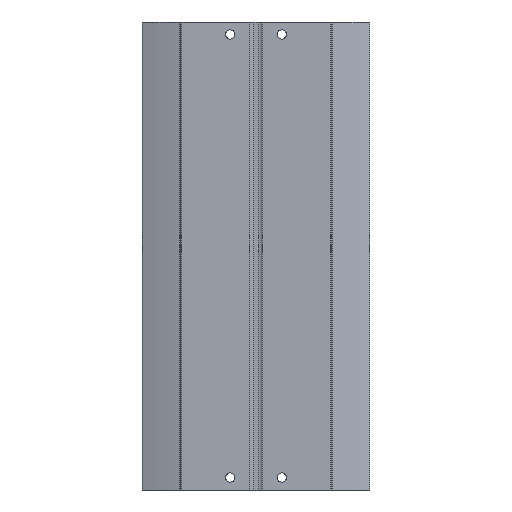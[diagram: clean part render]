
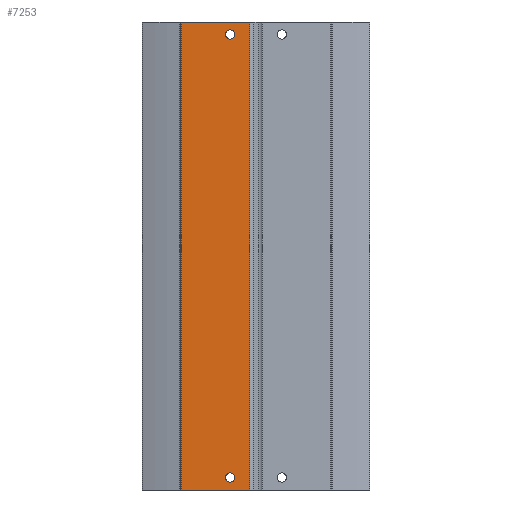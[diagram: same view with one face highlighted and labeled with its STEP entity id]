
A CAD part, front view. The second image highlights one B-rep face of the part: STEP entity #7253.
In plain terms, the highlighted planar face has unit normal (0, -1, 0).
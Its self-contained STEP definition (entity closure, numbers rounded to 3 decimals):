
#367=PLANE('',#7820);
#614=CIRCLE('',#7821,2.25);
#615=CIRCLE('',#7822,2.25);
#1165=ORIENTED_EDGE('',*,*,#2989,.F.);
#1166=ORIENTED_EDGE('',*,*,#2990,.F.);
#1167=ORIENTED_EDGE('',*,*,#2991,.F.);
#1168=ORIENTED_EDGE('',*,*,#2988,.F.);
#1169=ORIENTED_EDGE('',*,*,#2992,.T.);
#1170=ORIENTED_EDGE('',*,*,#2993,.T.);
#2988=EDGE_CURVE('',#3897,#3896,#4550,.T.);
#2989=EDGE_CURVE('',#3898,#3898,#614,.T.);
#2990=EDGE_CURVE('',#3899,#3899,#615,.T.);
#2991=EDGE_CURVE('',#3896,#3900,#4551,.T.);
#2992=EDGE_CURVE('',#3897,#3901,#4552,.T.);
#2993=EDGE_CURVE('',#3901,#3900,#4553,.T.);
#3896=VERTEX_POINT('',#11746);
#3897=VERTEX_POINT('',#11748);
#3898=VERTEX_POINT('',#11752);
#3899=VERTEX_POINT('',#11754);
#3900=VERTEX_POINT('',#11756);
#3901=VERTEX_POINT('',#11758);
#4550=LINE('',#11749,#5013);
#4551=LINE('',#11755,#5014);
#4552=LINE('',#11757,#5015);
#4553=LINE('',#11759,#5016);
#5013=VECTOR('',#8815,1000.);
#5014=VECTOR('',#8822,1000.);
#5015=VECTOR('',#8823,1000.);
#5016=VECTOR('',#8824,1000.);
#5491=EDGE_LOOP('',(#1165));
#5492=EDGE_LOOP('',(#1166));
#5493=EDGE_LOOP('',(#1167,#1168,#1169,#1170));
#6316=FACE_BOUND('',#5491,.T.);
#6317=FACE_BOUND('',#5492,.T.);
#6318=FACE_BOUND('',#5493,.T.);
#7253=ADVANCED_FACE('',(#6316,#6317,#6318),#367,.T.);
#7820=AXIS2_PLACEMENT_3D('',#11750,#8816,#8817);
#7821=AXIS2_PLACEMENT_3D('',#11751,#8818,#8819);
#7822=AXIS2_PLACEMENT_3D('',#11753,#8820,#8821);
#8815=DIRECTION('',(0.,0.,1.));
#8816=DIRECTION('',(0.,-1.,0.));
#8817=DIRECTION('',(0.,0.,-1.));
#8818=DIRECTION('',(0.,-1.,0.));
#8819=DIRECTION('',(0.,0.,-1.));
#8820=DIRECTION('',(0.,-1.,0.));
#8821=DIRECTION('',(0.,0.,-1.));
#8822=DIRECTION('',(1.,0.,0.));
#8823=DIRECTION('',(1.,0.,0.));
#8824=DIRECTION('',(0.,0.,1.));
#11746=CARTESIAN_POINT('',(-36.,0.,0.));
#11748=CARTESIAN_POINT('',(-36.,0.,-226.));
#11749=CARTESIAN_POINT('',(-36.,0.,-226.));
#11750=CARTESIAN_POINT('',(-36.,0.,-226.));
#11751=CARTESIAN_POINT('',(-12.5,0.,-220.));
#11752=CARTESIAN_POINT('',(-12.5,0.,-222.25));
#11753=CARTESIAN_POINT('',(-12.5,0.,-6.));
#11754=CARTESIAN_POINT('',(-12.5,0.,-8.25));
#11755=CARTESIAN_POINT('',(-36.,0.,0.));
#11756=CARTESIAN_POINT('',(-3.,0.,0.));
#11757=CARTESIAN_POINT('',(-36.,0.,-226.));
#11758=CARTESIAN_POINT('',(-3.,0.,-226.));
#11759=CARTESIAN_POINT('',(-3.,0.,-226.));
